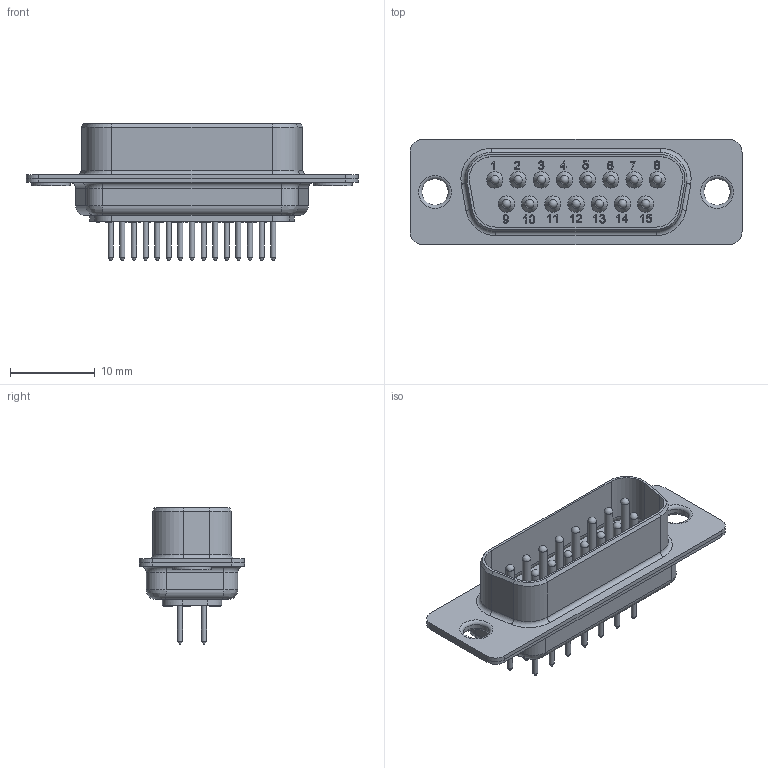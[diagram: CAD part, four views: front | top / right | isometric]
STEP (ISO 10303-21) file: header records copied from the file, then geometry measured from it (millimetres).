
FILE_DESCRIPTION(/* description */ ('DT15PY/2'),/* implementation_level */ '2;1');
FILE_NAME(/* name */ 'K063353.stp',/* time_stamp */ '2019-01-14T10:35:50+01:00',/* author */ ('nf'),/* organization */ (''),/* preprocessor_version */ 'ST-DEVELOPER v17',/* originating_system */ 'Autodesk Inventor 2018',/* authorisation */ '');
FILE_SCHEMA (('AUTOMOTIVE_DESIGN { 1 0 10303 214 3 1 1 }'));
Length unit declared in the file: millimetre
Products named in the file (5): K063353; N00403_BG; R+B00754_BG; R+B00153_BG; R+B00148_BG
Assembly tree (18 placements, depth 2):
  K063353
    N00403_BG
    R+B00754_BG  x15
    R+B00153_BG
    R+B00148_BG
Bounding box: 39.2 x 12.4 x 16.1 mm (x, y, z)
Volume: 1613.8 mm3; surface area: 4552.5 mm2
Topology: 18 solids, 18 shells, 975 faces, 2549 edges, 1733 vertices
Faces by surface type: plane 466, cylinder 251, bspline 155, cone 64, torus 24, sphere 15
Full cylindrical faces by diameter (mm): 0.242 x1, 0.281 x1, 0.6 x15, 1 x15, 1.6 x15, 1.602 x30, 1.92 x15, 1.94 x15, 1.96 x30, 2.23 x15, 2.3 x15, 3.1 x2, 3.9 x2, 4.06 x2, 4.6 x2
Entity records: 24887 total; most frequent: CARTESIAN_POINT 8119, ORIENTED_EDGE 3610, DIRECTION 3016, EDGE_CURVE 1805, VERTEX_POINT 1201, LINE 1148, VECTOR 1148, AXIS2_PLACEMENT_3D 934
